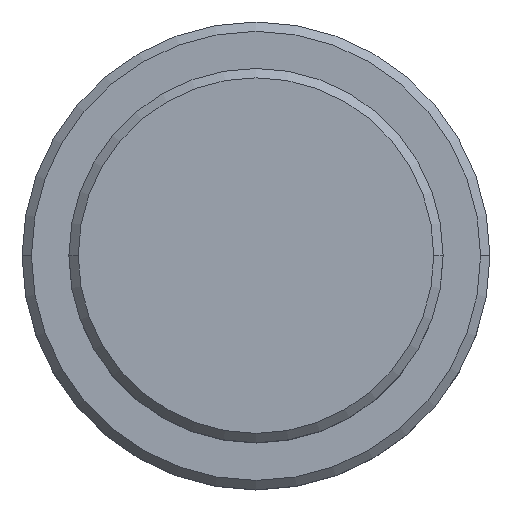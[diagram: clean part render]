
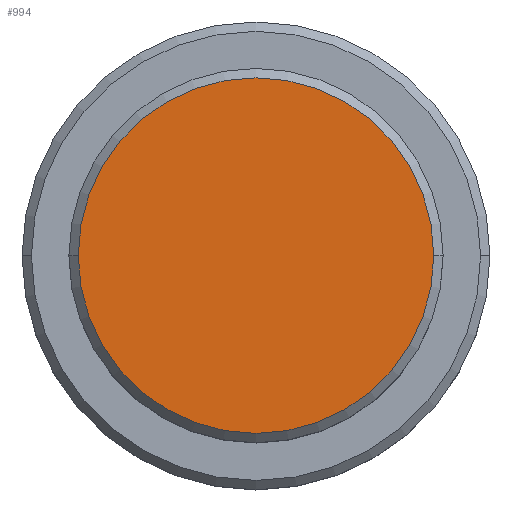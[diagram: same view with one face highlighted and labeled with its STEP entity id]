
A CAD part, top view. The second image highlights one B-rep face of the part: STEP entity #994.
In plain terms, the highlighted planar face has unit normal (0, 0, 1).
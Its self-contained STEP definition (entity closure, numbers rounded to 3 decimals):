
#26 = VERTEX_POINT ( 'NONE', #909 ) ;
#74 = DIRECTION ( 'NONE',  ( 1., 0., 0. ) ) ;
#101 = ORIENTED_EDGE ( 'NONE', *, *, #677, .T. ) ;
#206 = AXIS2_PLACEMENT_3D ( 'NONE', #664, #1410, #316 ) ;
#316 = DIRECTION ( 'NONE',  ( 1., 0., 0. ) ) ;
#395 = PLANE ( 'NONE',  #546 ) ;
#451 = AXIS2_PLACEMENT_3D ( 'NONE', #1080, #975, #772 ) ;
#469 = VERTEX_POINT ( 'NONE', #1306 ) ;
#546 = AXIS2_PLACEMENT_3D ( 'NONE', #620, #1038, #74 ) ;
#620 = CARTESIAN_POINT ( 'NONE',  ( 0., 0., 0. ) ) ;
#664 = CARTESIAN_POINT ( 'NONE',  ( 0., 0., 0. ) ) ;
#677 = EDGE_CURVE ( 'NONE', #469, #26, #1363, .T. ) ;
#772 = DIRECTION ( 'NONE',  ( 1., 0., 0. ) ) ;
#832 = FACE_OUTER_BOUND ( 'NONE', #1366, .T. ) ;
#909 = CARTESIAN_POINT ( 'NONE',  ( 9.5, 0., 0. ) ) ;
#917 = ORIENTED_EDGE ( 'NONE', *, *, #1129, .T. ) ;
#975 = DIRECTION ( 'NONE',  ( 0., 0., 1. ) ) ;
#994 = ADVANCED_FACE ( 'NONE', ( #832 ), #395, .T. ) ;
#1038 = DIRECTION ( 'NONE',  ( 0., 0., 1. ) ) ;
#1080 = CARTESIAN_POINT ( 'NONE',  ( 0., 0., 0. ) ) ;
#1129 = EDGE_CURVE ( 'NONE', #26, #469, #1278, .T. ) ;
#1278 = CIRCLE ( 'NONE', #206, 9.5 ) ;
#1306 = CARTESIAN_POINT ( 'NONE',  ( -9.5, 0., 0. ) ) ;
#1363 = CIRCLE ( 'NONE', #451, 9.5 ) ;
#1366 = EDGE_LOOP ( 'NONE', ( #101, #917 ) ) ;
#1410 = DIRECTION ( 'NONE',  ( 0., 0., 1. ) ) ;
